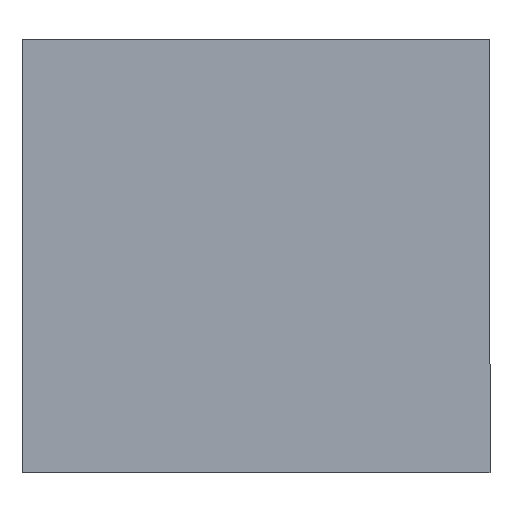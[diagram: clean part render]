
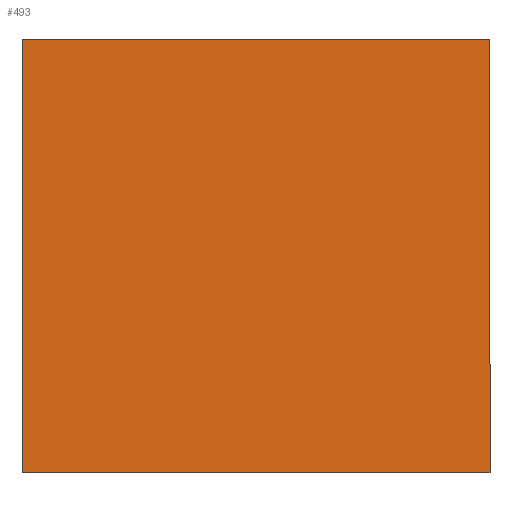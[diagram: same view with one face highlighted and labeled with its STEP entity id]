
A CAD part, top view. The second image highlights one B-rep face of the part: STEP entity #493.
In plain terms, the highlighted planar face has unit normal (0, 0, 1).
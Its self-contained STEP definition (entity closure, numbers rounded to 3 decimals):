
#3 = ORIENTED_EDGE ( 'NONE', *, *, #492, .T. ) ;
#7 = AXIS2_PLACEMENT_3D ( 'NONE', #388, #417, #13 ) ;
#13 = DIRECTION ( 'NONE',  ( 1., 0., 0. ) ) ;
#16 = LINE ( 'NONE', #331, #609 ) ;
#80 = EDGE_CURVE ( 'NONE', #708, #293, #657, .T. ) ;
#125 = LINE ( 'NONE', #451, #738 ) ;
#131 = EDGE_CURVE ( 'NONE', #293, #153, #306, .T. ) ;
#138 = CARTESIAN_POINT ( 'NONE',  ( -5.4, -5., 2.4 ) ) ;
#153 = VERTEX_POINT ( 'NONE', #664 ) ;
#163 = ORIENTED_EDGE ( 'NONE', *, *, #131, .T. ) ;
#213 = PLANE ( 'NONE',  #7 ) ;
#244 = CARTESIAN_POINT ( 'NONE',  ( -5.4, 5., 2.4 ) ) ;
#268 = CARTESIAN_POINT ( 'NONE',  ( 5.4, 5., 2.4 ) ) ;
#286 = CARTESIAN_POINT ( 'NONE',  ( 5.4, -5., 2.4 ) ) ;
#293 = VERTEX_POINT ( 'NONE', #268 ) ;
#306 = LINE ( 'NONE', #244, #446 ) ;
#325 = VERTEX_POINT ( 'NONE', #138 ) ;
#331 = CARTESIAN_POINT ( 'NONE',  ( -5.4, -5., 2.4 ) ) ;
#335 = DIRECTION ( 'NONE',  ( 0., 1., 0. ) ) ;
#361 = DIRECTION ( 'NONE',  ( -1., 0., 0. ) ) ;
#388 = CARTESIAN_POINT ( 'NONE',  ( 0., 0., 2.4 ) ) ;
#390 = FACE_OUTER_BOUND ( 'NONE', #536, .T. ) ;
#417 = DIRECTION ( 'NONE',  ( 0., 0., 1. ) ) ;
#434 = ORIENTED_EDGE ( 'NONE', *, *, #80, .T. ) ;
#446 = VECTOR ( 'NONE', #361, 1000. ) ;
#451 = CARTESIAN_POINT ( 'NONE',  ( -5.4, 5., 2.4 ) ) ;
#456 = DIRECTION ( 'NONE',  ( 1., 0., 0. ) ) ;
#492 = EDGE_CURVE ( 'NONE', #325, #708, #16, .T. ) ;
#493 = ADVANCED_FACE ( 'NONE', ( #390 ), #213, .T. ) ;
#503 = VECTOR ( 'NONE', #335, 1000. ) ;
#508 = DIRECTION ( 'NONE',  ( 0., -1., 0. ) ) ;
#536 = EDGE_LOOP ( 'NONE', ( #434, #163, #721, #3 ) ) ;
#609 = VECTOR ( 'NONE', #456, 1000. ) ;
#633 = CARTESIAN_POINT ( 'NONE',  ( 5.4, 5., 2.4 ) ) ;
#657 = LINE ( 'NONE', #633, #503 ) ;
#664 = CARTESIAN_POINT ( 'NONE',  ( -5.4, 5., 2.4 ) ) ;
#708 = VERTEX_POINT ( 'NONE', #286 ) ;
#721 = ORIENTED_EDGE ( 'NONE', *, *, #761, .T. ) ;
#738 = VECTOR ( 'NONE', #508, 1000. ) ;
#761 = EDGE_CURVE ( 'NONE', #153, #325, #125, .T. ) ;
